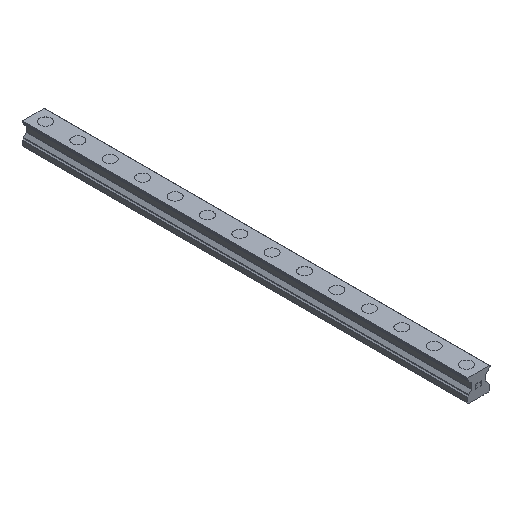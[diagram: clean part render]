
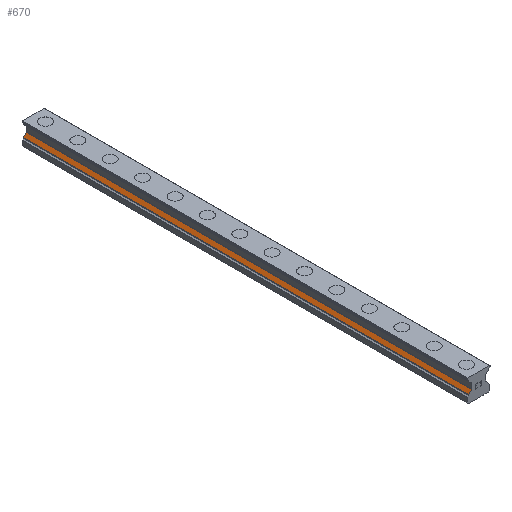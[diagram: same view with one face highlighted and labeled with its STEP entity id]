
A CAD part, isometric view. The second image highlights one B-rep face of the part: STEP entity #670.
In plain terms, the highlighted planar face has unit normal (-0.707, 0, 0.707).
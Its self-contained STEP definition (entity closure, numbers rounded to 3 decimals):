
#670=ADVANCED_FACE('',(#1390),#1391,.T.);
#1390=FACE_OUTER_BOUND('',#2167,.T.);
#1391=PLANE('',#2168);
#2167=EDGE_LOOP('',(#4068,#4069,#4070,#4071));
#2168=AXIS2_PLACEMENT_3D('',#4072,#4073,#4074);
#4068=ORIENTED_EDGE('',*,*,#5061,.T.);
#4069=ORIENTED_EDGE('',*,*,#5180,.F.);
#4070=ORIENTED_EDGE('',*,*,#4897,.F.);
#4071=ORIENTED_EDGE('',*,*,#5178,.T.);
#4072=CARTESIAN_POINT('',(-10.474,550.0,11.526));
#4073=DIRECTION('',(-0.707,0.0,0.707));
#4074=DIRECTION('',(-0.707,0.0,-0.707));
#4897=EDGE_CURVE('',#5973,#5975,#5976,.T.);
#5061=EDGE_CURVE('',#6258,#6256,#6259,.T.);
#5178=EDGE_CURVE('',#5973,#6258,#6385,.T.);
#5180=EDGE_CURVE('',#5975,#6256,#6387,.T.);
#5973=VERTEX_POINT('',#7387);
#5975=VERTEX_POINT('',#7389);
#5976=LINE('',#7390,#7391);
#6256=VERTEX_POINT('',#7780);
#6258=VERTEX_POINT('',#7782);
#6259=LINE('',#7783,#7784);
#6385=LINE('',#7928,#7929);
#6387=LINE('',#7931,#7932);
#7387=CARTESIAN_POINT('',(-12.301,550.0,9.699));
#7389=CARTESIAN_POINT('',(-8.646,550.0,13.354));
#7390=CARTESIAN_POINT('',(-12.301,550.0,9.699));
#7391=VECTOR('',#8640,1.0);
#7780=CARTESIAN_POINT('',(-8.646,0.0,13.354));
#7782=CARTESIAN_POINT('',(-12.301,0.0,9.699));
#7783=CARTESIAN_POINT('',(-12.301,0.0,9.699));
#7784=VECTOR('',#8840,1.0);
#7928=CARTESIAN_POINT('',(-12.301,550.0,9.699));
#7929=VECTOR('',#8994,1.0);
#7931=CARTESIAN_POINT('',(-8.646,550.0,13.354));
#7932=VECTOR('',#8995,1.0);
#8640=DIRECTION('',(0.707,0.0,0.707));
#8840=DIRECTION('',(0.707,0.0,0.707));
#8994=DIRECTION('',(0.0,-1.0,0.0));
#8995=DIRECTION('',(0.0,-1.0,0.0));
